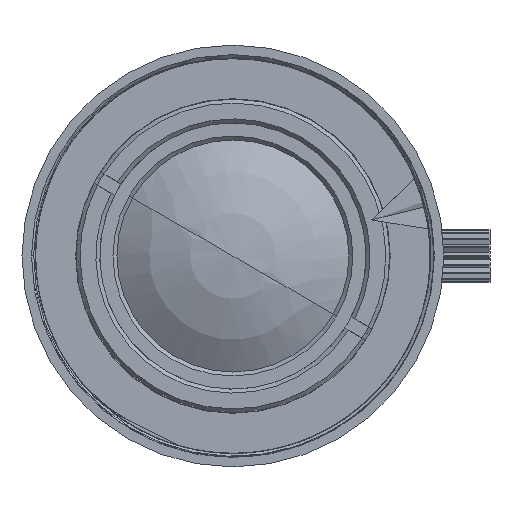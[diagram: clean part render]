
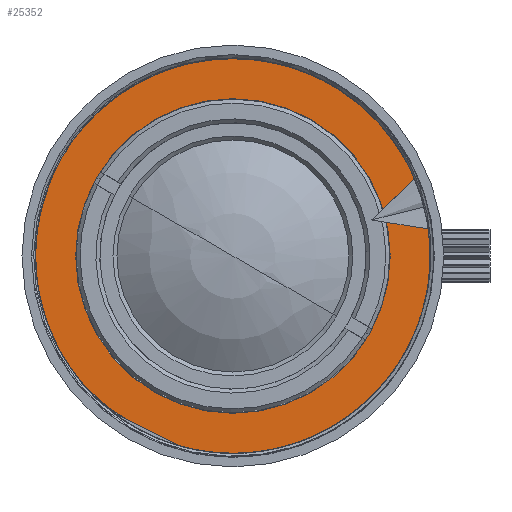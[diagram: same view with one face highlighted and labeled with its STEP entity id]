
A CAD part, left-side view. The second image highlights one B-rep face of the part: STEP entity #25352.
In plain terms, the highlighted planar face has unit normal (-1, 0, 0).
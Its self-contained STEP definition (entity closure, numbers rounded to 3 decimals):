
#25307 = VERTEX_POINT('',#25308);
#25308 = CARTESIAN_POINT('',(-16.896,13.293,7.675));
#25316 = VERTEX_POINT('',#25317);
#25317 = CARTESIAN_POINT('',(-16.896,-13.293,-7.675));
#25323 = EDGE_CURVE('',#25307,#25316,#25324,.T.);
#25324 = CIRCLE('',#25325,15.35);
#25325 = AXIS2_PLACEMENT_3D('',#25326,#25327,#25328);
#25326 = CARTESIAN_POINT('',(-16.896,0.,0.));
#25327 = DIRECTION('',(1.,0.,0.));
#25328 = DIRECTION('',(-0.,0.866,0.5));
#25339 = EDGE_CURVE('',#25316,#25307,#25340,.T.);
#25340 = CIRCLE('',#25341,15.35);
#25341 = AXIS2_PLACEMENT_3D('',#25342,#25343,#25344);
#25342 = CARTESIAN_POINT('',(-16.896,0.,0.));
#25343 = DIRECTION('',(1.,0.,0.));
#25344 = DIRECTION('',(0.,-0.866,-0.5));
#25352 = ADVANCED_FACE('',(#25353,#25357),#25377,.F.);
#25353 = FACE_BOUND('',#25354,.F.);
#25354 = EDGE_LOOP('',(#25355,#25356));
#25355 = ORIENTED_EDGE('',*,*,#25339,.T.);
#25356 = ORIENTED_EDGE('',*,*,#25323,.T.);
#25357 = FACE_BOUND('',#25358,.F.);
#25358 = EDGE_LOOP('',(#25359,#25370));
#25359 = ORIENTED_EDGE('',*,*,#25360,.T.);
#25360 = EDGE_CURVE('',#25361,#25363,#25365,.T.);
#25361 = VERTEX_POINT('',#25362);
#25362 = CARTESIAN_POINT('',(-16.896,-10.332,
    -5.965));
#25363 = VERTEX_POINT('',#25364);
#25364 = CARTESIAN_POINT('',(-16.896,10.332,
    5.965));
#25365 = CIRCLE('',#25366,11.93);
#25366 = AXIS2_PLACEMENT_3D('',#25367,#25368,#25369);
#25367 = CARTESIAN_POINT('',(-16.896,0.,0.));
#25368 = DIRECTION('',(-1.,0.,0.));
#25369 = DIRECTION('',(-0.,-0.866,-0.5));
#25370 = ORIENTED_EDGE('',*,*,#25371,.T.);
#25371 = EDGE_CURVE('',#25363,#25361,#25372,.T.);
#25372 = CIRCLE('',#25373,11.93);
#25373 = AXIS2_PLACEMENT_3D('',#25374,#25375,#25376);
#25374 = CARTESIAN_POINT('',(-16.896,0.,0.));
#25375 = DIRECTION('',(-1.,0.,0.));
#25376 = DIRECTION('',(0.,0.866,0.5));
#25377 = PLANE('',#25378);
#25378 = AXIS2_PLACEMENT_3D('',#25379,#25380,#25381);
#25379 = CARTESIAN_POINT('',(-16.896,0.,0.));
#25380 = DIRECTION('',(1.,0.,0.));
#25381 = DIRECTION('',(-0.,0.866,0.5));
